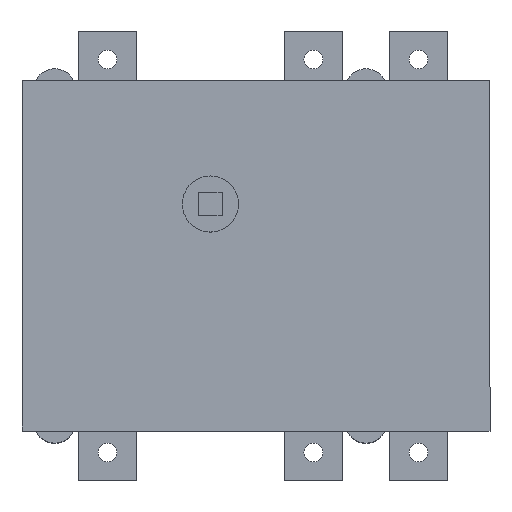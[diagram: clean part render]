
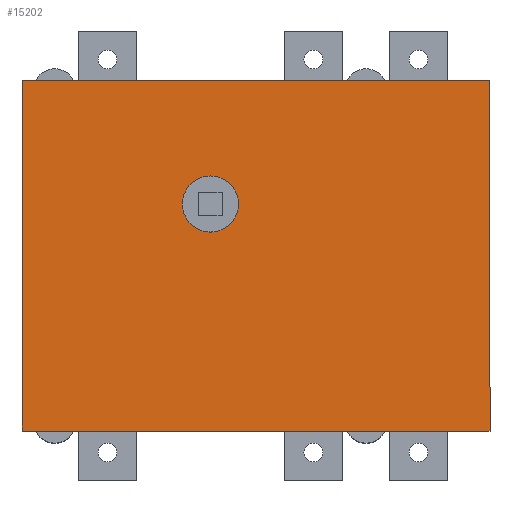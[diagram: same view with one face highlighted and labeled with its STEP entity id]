
A CAD part, top view. The second image highlights one B-rep face of the part: STEP entity #15202.
In plain terms, the highlighted planar face has unit normal (0, 0, 1).
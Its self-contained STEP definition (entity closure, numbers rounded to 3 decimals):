
#13430=CARTESIAN_POINT('',(66.5,22.0,146.0));
#13431=VERTEX_POINT('',#13430);
#13447=CARTESIAN_POINT('',(90.5,22.0,146.0));
#13448=VERTEX_POINT('',#13447);
#13455=CARTESIAN_POINT('',(78.5,22.0,146.0));
#13456=DIRECTION('',(0.0,0.0,-1.0));
#13457=DIRECTION('',(-1.0,0.0,0.0));
#13458=AXIS2_PLACEMENT_3D('',#13455,#13456,#13457);
#13459=CIRCLE('',#13458,12.);
#13460=EDGE_CURVE('',#13431,#13448,#13459,.T.);
#15125=CARTESIAN_POINT('',(78.5,22.0,146.0));
#15126=DIRECTION('',(0.0,0.0,-1.0));
#15127=DIRECTION('',(-1.0,0.0,0.0));
#15128=AXIS2_PLACEMENT_3D('',#15125,#15126,#15127);
#15129=CIRCLE('',#15128,12.);
#15130=EDGE_CURVE('',#13448,#13431,#15129,.T.);
#15159=CARTESIAN_POINT('',(98.,0.0,146.0));
#15160=DIRECTION('',(0.0,0.0,1.0));
#15161=DIRECTION('',(1.0,0.0,0.0));
#15162=AXIS2_PLACEMENT_3D('',#15159,#15160,#15161);
#15163=PLANE('',#15162);
#15164=CARTESIAN_POINT('',(-2.,-75.,146.0));
#15165=VERTEX_POINT('',#15164);
#15166=CARTESIAN_POINT('',(-2.,75.0,146.0));
#15167=VERTEX_POINT('',#15166);
#15168=CARTESIAN_POINT('',(-2.,-75.,146.0));
#15169=DIRECTION('',(0.0,1.0,0.0));
#15170=VECTOR('',#15169,150.);
#15171=LINE('',#15168,#15170);
#15172=EDGE_CURVE('',#15165,#15167,#15171,.T.);
#15173=ORIENTED_EDGE('',*,*,#15172,.F.);
#15174=CARTESIAN_POINT('',(198.,-75.,146.0));
#15175=VERTEX_POINT('',#15174);
#15176=CARTESIAN_POINT('',(198.,-75.,146.0));
#15177=DIRECTION('',(-1.0,0.0,0.0));
#15178=VECTOR('',#15177,200.0);
#15179=LINE('',#15176,#15178);
#15180=EDGE_CURVE('',#15175,#15165,#15179,.T.);
#15181=ORIENTED_EDGE('',*,*,#15180,.F.);
#15182=CARTESIAN_POINT('',(198.,75.0,146.0));
#15183=VERTEX_POINT('',#15182);
#15184=CARTESIAN_POINT('',(198.0,75.,146.0));
#15185=DIRECTION('',(0.0,-1.0,0.0));
#15186=VECTOR('',#15185,150.0);
#15187=LINE('',#15184,#15186);
#15188=EDGE_CURVE('',#15183,#15175,#15187,.T.);
#15189=ORIENTED_EDGE('',*,*,#15188,.F.);
#15190=CARTESIAN_POINT('',(-2.0,75.,146.0));
#15191=DIRECTION('',(1.0,0.0,0.0));
#15192=VECTOR('',#15191,200.);
#15193=LINE('',#15190,#15192);
#15194=EDGE_CURVE('',#15167,#15183,#15193,.T.);
#15195=ORIENTED_EDGE('',*,*,#15194,.F.);
#15196=EDGE_LOOP('',(#15173,#15181,#15189,#15195));
#15197=FACE_OUTER_BOUND('',#15196,.T.);
#15198=ORIENTED_EDGE('',*,*,#15130,.T.);
#15199=ORIENTED_EDGE('',*,*,#13460,.T.);
#15200=EDGE_LOOP('',(#15198,#15199));
#15201=FACE_BOUND('',#15200,.T.);
#15202=ADVANCED_FACE('',(#15197,#15201),#15163,.T.);
